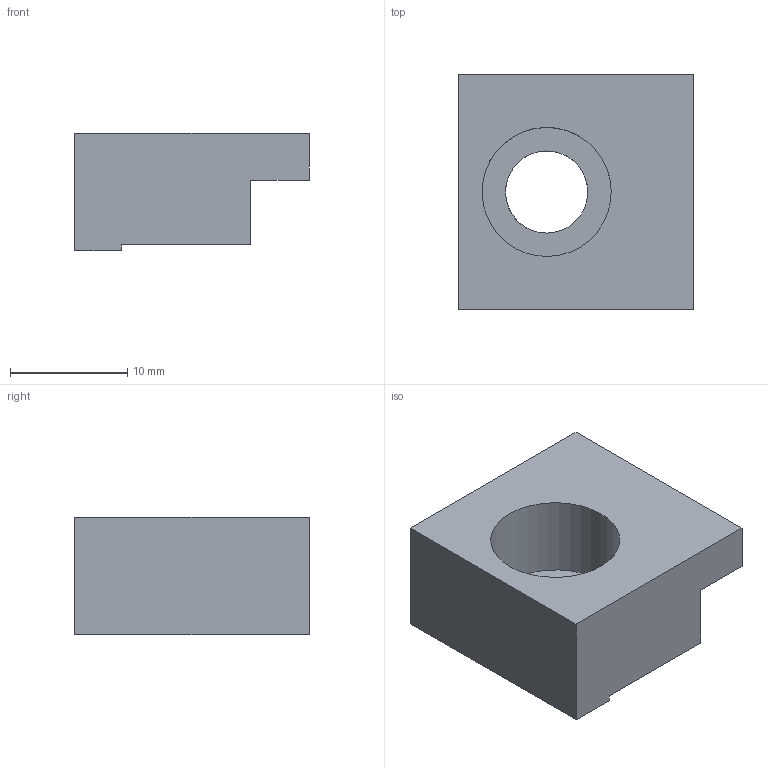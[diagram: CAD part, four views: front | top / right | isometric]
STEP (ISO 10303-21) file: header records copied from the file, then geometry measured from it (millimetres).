
FILE_DESCRIPTION(('CATIA V5 STEP Exchange'),'2;1');
FILE_NAME('RDST207.202010.stp','2017-03-08T09:06:31+00:00',('none'),('none'),'CATIA Version 5 Release 19 GA (IN-10)','CATIA V5 STEP AP203','none');
FILE_SCHEMA(('CONFIG_CONTROL_DESIGN'));
Length unit declared in the file: millimetre
Products named in the file (1): RDST207.202010
Bounding box: 20 x 20 x 10 mm (x, y, z)
Volume: 2528.6 mm3; surface area: 1748.9 mm2
Topology: 1 solids, 1 shells, 15 faces, 41 edges, 32 vertices
Faces by surface type: plane 11, cylinder 4
Entity records: 511 total; most frequent: CARTESIAN_POINT 87, ORIENTED_EDGE 76, DIRECTION 67, EDGE_CURVE 38, VECTOR 32, LINE 32, VERTEX_POINT 25, AXIS2_PLACEMENT_3D 23
